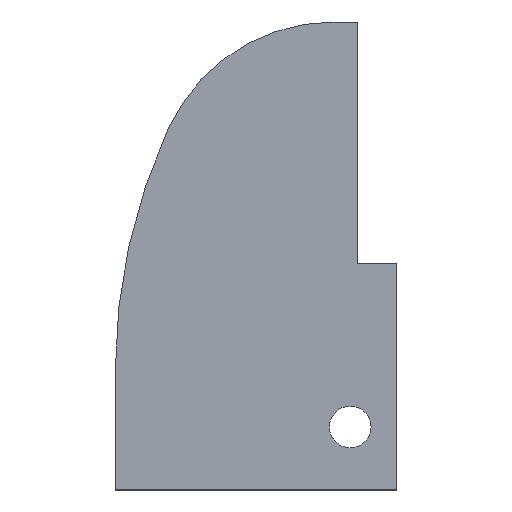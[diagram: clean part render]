
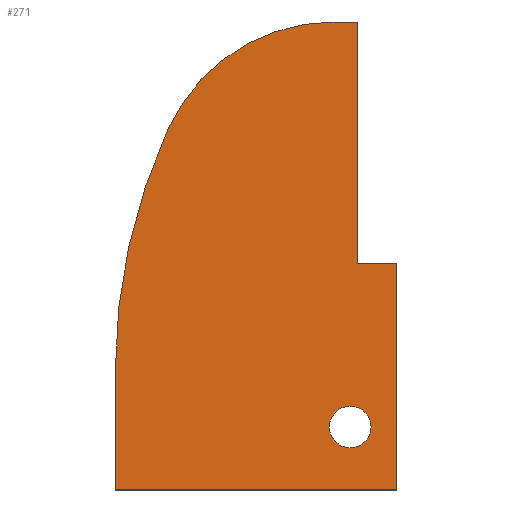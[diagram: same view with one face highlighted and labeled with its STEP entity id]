
A CAD part, left-side view. The second image highlights one B-rep face of the part: STEP entity #271.
In plain terms, the highlighted planar face has unit normal (-1, 0, 0).
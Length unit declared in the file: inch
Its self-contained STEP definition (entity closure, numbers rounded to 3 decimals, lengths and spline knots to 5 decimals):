
#15=FACE_BOUND('',#95,.T.);
#22=LINE('',#432,#46);
#23=LINE('',#434,#47);
#24=LINE('',#436,#48);
#25=LINE('',#438,#49);
#26=LINE('',#440,#50);
#27=LINE('',#441,#51);
#46=VECTOR('',#350,0.3937);
#47=VECTOR('',#351,0.3937);
#48=VECTOR('',#352,0.3937);
#49=VECTOR('',#353,0.3937);
#50=VECTOR('',#354,0.3937);
#51=VECTOR('',#355,0.3937);
#77=FACE_OUTER_BOUND('',#94,.T.);
#94=EDGE_LOOP('',(#191,#192,#193,#194,#195,#196,#197,#198));
#95=EDGE_LOOP('',(#199));
#116=CIRCLE('',#305,0.6992);
#117=CIRCLE('',#307,2.2335);
#118=CIRCLE('',#308,0.08005);
#129=VERTEX_POINT('',#423);
#130=VERTEX_POINT('',#425);
#131=VERTEX_POINT('',#429);
#132=VERTEX_POINT('',#431);
#133=VERTEX_POINT('',#433);
#134=VERTEX_POINT('',#435);
#135=VERTEX_POINT('',#437);
#136=VERTEX_POINT('',#439);
#137=VERTEX_POINT('',#442);
#153=EDGE_CURVE('',#129,#130,#116,.T.);
#155=EDGE_CURVE('',#131,#129,#117,.T.);
#156=EDGE_CURVE('',#131,#132,#22,.T.);
#157=EDGE_CURVE('',#132,#133,#23,.T.);
#158=EDGE_CURVE('',#134,#133,#24,.T.);
#159=EDGE_CURVE('',#134,#135,#25,.T.);
#160=EDGE_CURVE('',#135,#136,#26,.T.);
#161=EDGE_CURVE('',#136,#130,#27,.T.);
#162=EDGE_CURVE('',#137,#137,#118,.T.);
#191=ORIENTED_EDGE('',*,*,#153,.F.);
#192=ORIENTED_EDGE('',*,*,#155,.F.);
#193=ORIENTED_EDGE('',*,*,#156,.T.);
#194=ORIENTED_EDGE('',*,*,#157,.T.);
#195=ORIENTED_EDGE('',*,*,#158,.F.);
#196=ORIENTED_EDGE('',*,*,#159,.T.);
#197=ORIENTED_EDGE('',*,*,#160,.T.);
#198=ORIENTED_EDGE('',*,*,#161,.T.);
#199=ORIENTED_EDGE('',*,*,#162,.T.);
#259=PLANE('',#306);
#271=ADVANCED_FACE('',(#77,#15),#259,.T.);
#305=AXIS2_PLACEMENT_3D('',#426,#343,#344);
#306=AXIS2_PLACEMENT_3D('',#428,#346,#347);
#307=AXIS2_PLACEMENT_3D('',#430,#348,#349);
#308=AXIS2_PLACEMENT_3D('',#443,#356,#357);
#343=DIRECTION('center_axis',(1.,0.,0.));
#344=DIRECTION('ref_axis',(0.,0.,-1.));
#346=DIRECTION('center_axis',(-1.,0.,0.));
#347=DIRECTION('ref_axis',(0.,-1.,0.));
#348=DIRECTION('center_axis',(1.,0.,0.));
#349=DIRECTION('ref_axis',(0.,0.968,0.252));
#350=DIRECTION('',(0.,0.,-1.));
#351=DIRECTION('',(0.,-1.,0.));
#352=DIRECTION('',(0.,0.,-1.));
#353=DIRECTION('',(0.,1.,0.));
#354=DIRECTION('',(0.,0.,1.));
#355=DIRECTION('',(0.,1.,0.));
#356=DIRECTION('center_axis',(1.,0.,0.));
#357=DIRECTION('ref_axis',(0.,-1.,0.));
#423=CARTESIAN_POINT('',(-0.25,-10.29658,1.69966));
#425=CARTESIAN_POINT('',(-0.25,-10.93154,2.10611));
#426=CARTESIAN_POINT('Origin',(-0.25,-10.93154,1.40691));
#428=CARTESIAN_POINT('Origin',(-0.25,-9.80144,0.18041));
#429=CARTESIAN_POINT('',(-0.25,-10.09138,0.76451));
#430=CARTESIAN_POINT('Origin',(-0.25,-12.32488,0.76451));
#431=CARTESIAN_POINT('',(-0.25,-10.09138,0.30852));
#432=CARTESIAN_POINT('',(-0.25,-10.09138,0.18041));
#433=CARTESIAN_POINT('',(-0.25,-11.17244,0.30852));
#434=CARTESIAN_POINT('',(-0.25,-9.79931,0.30852));
#435=CARTESIAN_POINT('',(-0.25,-11.17244,1.17858));
#436=CARTESIAN_POINT('',(-0.25,-11.17244,0.18041));
#437=CARTESIAN_POINT('',(-0.25,-11.02244,1.17858));
#438=CARTESIAN_POINT('',(-0.25,-10.4277,1.17858));
#439=CARTESIAN_POINT('',(-0.25,-11.02244,2.10611));
#440=CARTESIAN_POINT('',(-0.25,-11.02244,0.87954));
#441=CARTESIAN_POINT('',(-0.25,-9.79931,2.10611));
#442=CARTESIAN_POINT('',(-0.25,-10.91355,0.55057));
#443=CARTESIAN_POINT('Origin',(-0.25,-10.9936,0.55057));
